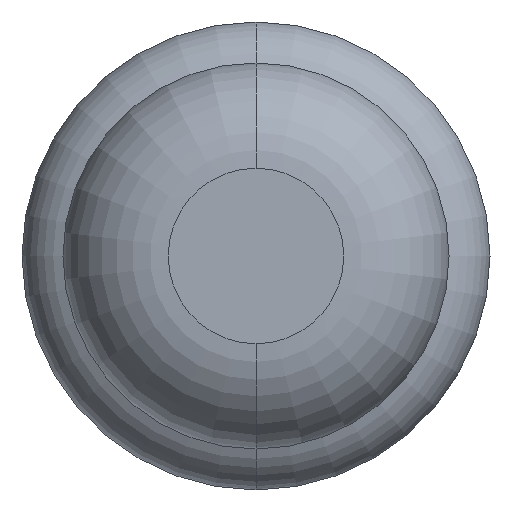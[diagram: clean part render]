
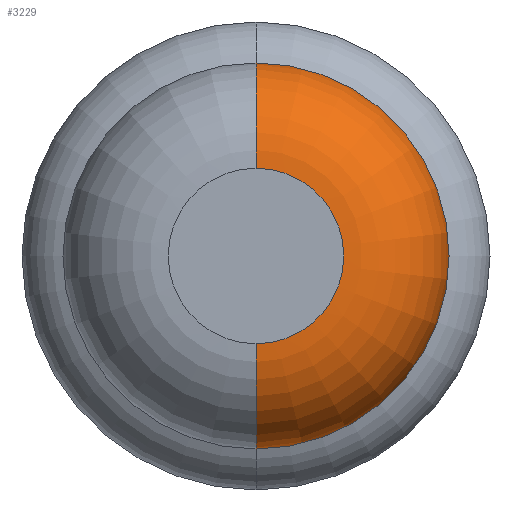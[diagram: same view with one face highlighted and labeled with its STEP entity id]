
A CAD part, front view. The second image highlights one B-rep face of the part: STEP entity #3229.
In plain terms, the highlighted toroidal (fillet/blend) face has major radius 0.375 mm and minor radius 0.45 mm.
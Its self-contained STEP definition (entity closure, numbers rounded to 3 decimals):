
#277 = EDGE_CURVE ( 'Defeature ausgef�hrt1_9+Defeature ausgef�hrt1_8+Defeature ausgef�hrt1_8+Defeature ausgef�hrt1_8', #1719, #4059, #3334, .T. ) ;
#308 = DIRECTION ( 'NONE',  ( 0., 1., 0. ) ) ;
#362 = DIRECTION ( 'NONE',  ( -1., 0., 0. ) ) ;
#502 = CARTESIAN_POINT ( 'NONE',  ( 0., -27.4, 0.375 ) ) ;
#543 = ORIENTED_EDGE ( 'NONE', *, *, #2727, .T. ) ;
#544 = DIRECTION ( 'NONE',  ( 0., 1., 0. ) ) ;
#626 = EDGE_LOOP ( 'NONE', ( #543, #3766, #733, #1182 ) ) ;
#664 = CARTESIAN_POINT ( 'NONE',  ( 0., -26.95, 0. ) ) ;
#733 = ORIENTED_EDGE ( 'NONE', *, *, #277, .F. ) ;
#984 = CIRCLE ( 'NONE', #1678, 0.45 ) ;
#1141 = AXIS2_PLACEMENT_3D ( 'NONE', #1541, #3917, #1864 ) ;
#1182 = ORIENTED_EDGE ( 'NONE', *, *, #3386, .F. ) ;
#1318 = CIRCLE ( 'NONE', #1528, 0.375 ) ;
#1422 = DIRECTION ( 'NONE',  ( 0., 0., 1. ) ) ;
#1523 = CARTESIAN_POINT ( 'NONE',  ( 0., -26.95, -0.825 ) ) ;
#1528 = AXIS2_PLACEMENT_3D ( 'NONE', #2398, #1690, #2834 ) ;
#1541 = CARTESIAN_POINT ( 'NONE',  ( 0., -26.95, -0.375 ) ) ;
#1612 = CARTESIAN_POINT ( 'NONE',  ( 0., -26.95, 0. ) ) ;
#1678 = AXIS2_PLACEMENT_3D ( 'NONE', #4448, #362, #1422 ) ;
#1690 = DIRECTION ( 'NONE',  ( 0., 1., 0. ) ) ;
#1719 = VERTEX_POINT ( 'NONE', #2472 ) ;
#1786 = AXIS2_PLACEMENT_3D ( 'NONE', #1612, #544, #3683 ) ;
#1820 = VERTEX_POINT ( 'NONE', #2562 ) ;
#1864 = DIRECTION ( 'NONE',  ( 0., 0., -1. ) ) ;
#2179 = EDGE_CURVE ( 'NONE', #1820, #4059, #3012, .T. ) ;
#2398 = CARTESIAN_POINT ( 'NONE',  ( 0., -27.4, 0. ) ) ;
#2472 = CARTESIAN_POINT ( 'NONE',  ( 0., -26.95, 0.825 ) ) ;
#2562 = CARTESIAN_POINT ( 'NONE',  ( 0., -27.4, -0.375 ) ) ;
#2570 = TOROIDAL_SURFACE ( 'NONE', #3294, 0.375, 0.45 ) ;
#2727 = EDGE_CURVE ( 'Defeature ausgef�hrt1_8+Defeature ausgef�hrt1_7+Defeature ausgef�hrt1_7+Defeature ausgef�hrt1_7', #4032, #1820, #1318, .T. ) ;
#2834 = DIRECTION ( 'NONE',  ( 0., 0., 1. ) ) ;
#3012 = CIRCLE ( 'NONE', #1141, 0.45 ) ;
#3229 = ADVANCED_FACE ( 'Defeature ausgef�hrt1_8', ( #3851 ), #2570, .T. ) ;
#3294 = AXIS2_PLACEMENT_3D ( 'NONE', #664, #308, #4478 ) ;
#3334 = CIRCLE ( 'NONE', #1786, 0.825 ) ;
#3386 = EDGE_CURVE ( 'NONE', #4032, #1719, #984, .T. ) ;
#3683 = DIRECTION ( 'NONE',  ( 0., 0., 1. ) ) ;
#3766 = ORIENTED_EDGE ( 'NONE', *, *, #2179, .T. ) ;
#3851 = FACE_OUTER_BOUND ( 'NONE', #626, .T. ) ;
#3917 = DIRECTION ( 'NONE',  ( 1., 0., 0. ) ) ;
#4032 = VERTEX_POINT ( 'NONE', #502 ) ;
#4059 = VERTEX_POINT ( 'NONE', #1523 ) ;
#4448 = CARTESIAN_POINT ( 'NONE',  ( 0., -26.95, 0.375 ) ) ;
#4478 = DIRECTION ( 'NONE',  ( 0., 0., 1. ) ) ;
